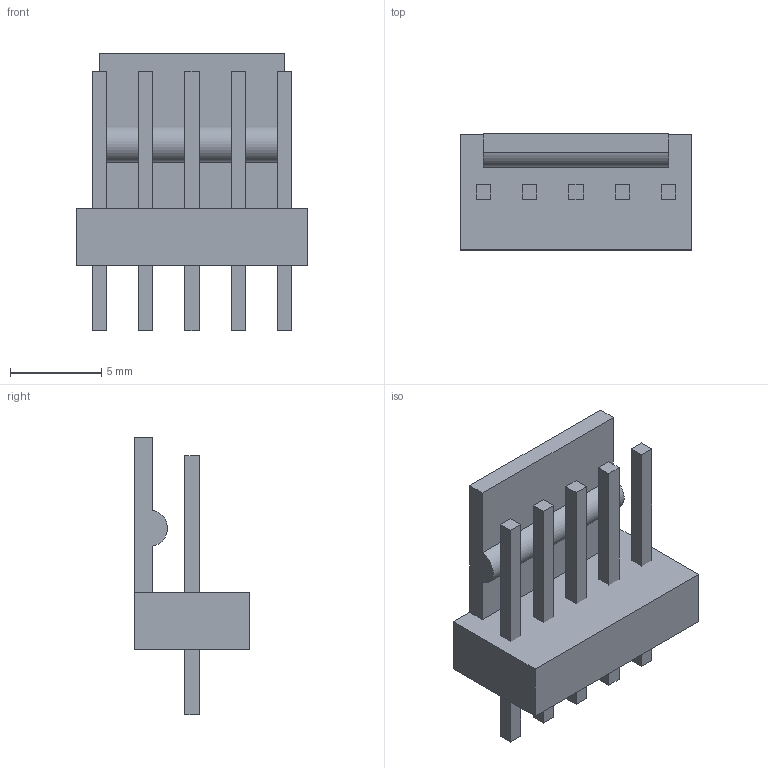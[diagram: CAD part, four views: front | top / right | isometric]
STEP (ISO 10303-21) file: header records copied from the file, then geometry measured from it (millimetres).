
FILE_DESCRIPTION (( 'STEP AP214' ), '1' );
FILE_NAME ('molex-22-27-2051.STEP', '2008-08-03T04:25:47', ( 'j' ), ( '' ), 'SwSTEP 2.0', 'SolidWorks 2004231', '' );
FILE_SCHEMA (( 'AUTOMOTIVE_DESIGN' ));
Length unit declared in the file: millimetre
Products named in the file (1): molex-22-27-2051
Bounding box: 12.7 x 6.35 x 15.24 mm (x, y, z)
Volume: 400.1 mm3; surface area: 716.8 mm2
Topology: 6 solids, 6 shells, 42 faces, 90 edges, 60 vertices
Faces by surface type: plane 41, cylinder 1
Entity records: 1316 total; most frequent: CARTESIAN_POINT 193, ORIENTED_EDGE 180, DIRECTION 178, EDGE_CURVE 90, VECTOR 88, LINE 88, VERTEX_POINT 60, AXIS2_PLACEMENT_3D 45
